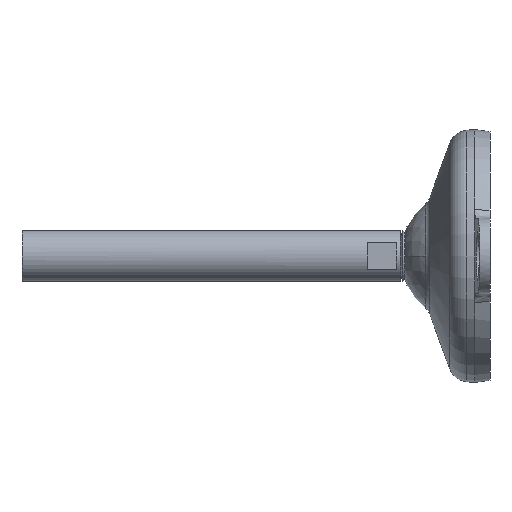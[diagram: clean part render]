
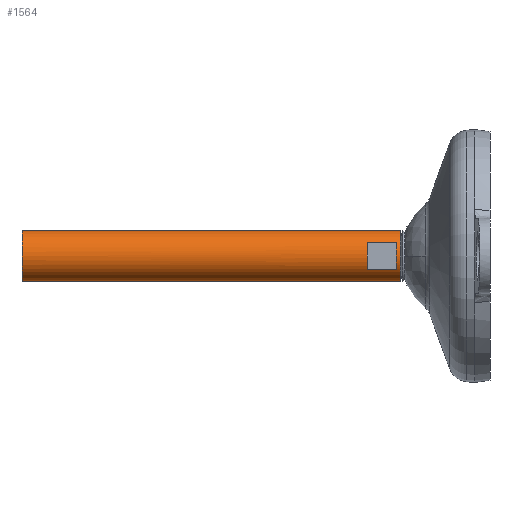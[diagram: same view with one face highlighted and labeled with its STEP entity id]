
A CAD part, left-side view. The second image highlights one B-rep face of the part: STEP entity #1564.
In plain terms, the highlighted cylindrical face has radius 10 mm (diameter 20 mm), a partial arc.
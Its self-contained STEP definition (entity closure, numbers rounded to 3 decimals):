
#41 = EDGE_CURVE ( 'NONE', #1707, #76, #1383, .T. ) ;
#76 = VERTEX_POINT ( 'NONE', #676 ) ;
#94 = DIRECTION ( 'NONE',  ( 0., -1., 0. ) ) ;
#109 = CARTESIAN_POINT ( 'NONE',  ( -8.5, 48.5, 5.268 ) ) ;
#128 = ORIENTED_EDGE ( 'NONE', *, *, #1299, .F. ) ;
#188 = FACE_OUTER_BOUND ( 'NONE', #725, .T. ) ;
#201 = ORIENTED_EDGE ( 'NONE', *, *, #1682, .T. ) ;
#212 = VERTEX_POINT ( 'NONE', #1110 ) ;
#234 = CARTESIAN_POINT ( 'NONE',  ( -8.5, 48.5, -5.268 ) ) ;
#254 = CARTESIAN_POINT ( 'NONE',  ( -8.5, 0., 5.268 ) ) ;
#306 = DIRECTION ( 'NONE',  ( 0., -1., 0. ) ) ;
#325 = CIRCLE ( 'NONE', #1706, 10. ) ;
#338 = VECTOR ( 'NONE', #805, 1000. ) ;
#381 = EDGE_LOOP ( 'NONE', ( #898, #916, #1147, #941 ) ) ;
#387 = DIRECTION ( 'NONE',  ( 0., 0., 1. ) ) ;
#408 = VECTOR ( 'NONE', #882, 1000. ) ;
#429 = CIRCLE ( 'NONE', #1425, 10. ) ;
#439 = CARTESIAN_POINT ( 'NONE',  ( 0., 185., 10. ) ) ;
#465 = VERTEX_POINT ( 'NONE', #771 ) ;
#479 = EDGE_CURVE ( 'NONE', #1281, #1707, #325, .T. ) ;
#480 = CARTESIAN_POINT ( 'NONE',  ( 0., 37., 0. ) ) ;
#524 = EDGE_CURVE ( 'NONE', #1052, #1573, #718, .T. ) ;
#564 = VERTEX_POINT ( 'NONE', #1020 ) ;
#577 = CARTESIAN_POINT ( 'NONE',  ( 0., 0., 0. ) ) ;
#601 = CYLINDRICAL_SURFACE ( 'NONE', #1446, 10. ) ;
#676 = CARTESIAN_POINT ( 'NONE',  ( -8.5, 37., 5.268 ) ) ;
#698 = CIRCLE ( 'NONE', #950, 10. ) ;
#704 = VECTOR ( 'NONE', #94, 1000. ) ;
#718 = LINE ( 'NONE', #1262, #408 ) ;
#725 = EDGE_LOOP ( 'NONE', ( #1698, #201, #969, #128 ) ) ;
#730 = DIRECTION ( 'NONE',  ( 0., -1., 0. ) ) ;
#756 = LINE ( 'NONE', #1305, #704 ) ;
#767 = CARTESIAN_POINT ( 'NONE',  ( 0., 35.5, 0. ) ) ;
#771 = CARTESIAN_POINT ( 'NONE',  ( -8.5, 37., -5.268 ) ) ;
#805 = DIRECTION ( 'NONE',  ( 0., 1., 0. ) ) ;
#808 = DIRECTION ( 'NONE',  ( 0., -1., 0. ) ) ;
#857 = CARTESIAN_POINT ( 'NONE',  ( 0., 35.5, 10. ) ) ;
#882 = DIRECTION ( 'NONE',  ( 0., -1., 0. ) ) ;
#898 = ORIENTED_EDGE ( 'NONE', *, *, #1324, .T. ) ;
#914 = DIRECTION ( 'NONE',  ( 0., 0., -1. ) ) ;
#916 = ORIENTED_EDGE ( 'NONE', *, *, #479, .T. ) ;
#941 = ORIENTED_EDGE ( 'NONE', *, *, #1131, .T. ) ;
#950 = AXIS2_PLACEMENT_3D ( 'NONE', #1580, #1572, #1164 ) ;
#969 = ORIENTED_EDGE ( 'NONE', *, *, #1183, .T. ) ;
#1020 = CARTESIAN_POINT ( 'NONE',  ( 0., 35.5, -10. ) ) ;
#1052 = VERTEX_POINT ( 'NONE', #439 ) ;
#1110 = CARTESIAN_POINT ( 'NONE',  ( 0., 185., -10. ) ) ;
#1116 = DIRECTION ( 'NONE',  ( 0., 0., -1. ) ) ;
#1119 = DIRECTION ( 'NONE',  ( 0., 0., -1. ) ) ;
#1131 = EDGE_CURVE ( 'NONE', #76, #465, #1694, .T. ) ;
#1147 = ORIENTED_EDGE ( 'NONE', *, *, #41, .T. ) ;
#1164 = DIRECTION ( 'NONE',  ( 0., 0., -1. ) ) ;
#1183 = EDGE_CURVE ( 'NONE', #212, #564, #756, .T. ) ;
#1262 = CARTESIAN_POINT ( 'NONE',  ( 0., 0., 10. ) ) ;
#1281 = VERTEX_POINT ( 'NONE', #234 ) ;
#1299 = EDGE_CURVE ( 'NONE', #1573, #564, #429, .T. ) ;
#1305 = CARTESIAN_POINT ( 'NONE',  ( 0., 0., -10. ) ) ;
#1324 = EDGE_CURVE ( 'NONE', #465, #1281, #1632, .T. ) ;
#1329 = DIRECTION ( 'NONE',  ( 0., 1., 0. ) ) ;
#1340 = CARTESIAN_POINT ( 'NONE',  ( -8.5, 0., -5.268 ) ) ;
#1383 = LINE ( 'NONE', #254, #1725 ) ;
#1425 = AXIS2_PLACEMENT_3D ( 'NONE', #767, #1601, #914 ) ;
#1446 = AXIS2_PLACEMENT_3D ( 'NONE', #577, #306, #1116 ) ;
#1475 = AXIS2_PLACEMENT_3D ( 'NONE', #480, #730, #1119 ) ;
#1525 = FACE_BOUND ( 'NONE', #381, .T. ) ;
#1564 = ADVANCED_FACE ( 'NONE', ( #188, #1525 ), #601, .T. ) ;
#1572 = DIRECTION ( 'NONE',  ( 0., -1., 0. ) ) ;
#1573 = VERTEX_POINT ( 'NONE', #857 ) ;
#1580 = CARTESIAN_POINT ( 'NONE',  ( 0., 185., 0. ) ) ;
#1595 = CARTESIAN_POINT ( 'NONE',  ( 0., 48.5, 0. ) ) ;
#1601 = DIRECTION ( 'NONE',  ( 0., -1., 0. ) ) ;
#1632 = LINE ( 'NONE', #1340, #338 ) ;
#1682 = EDGE_CURVE ( 'NONE', #1052, #212, #698, .T. ) ;
#1694 = CIRCLE ( 'NONE', #1475, 10. ) ;
#1698 = ORIENTED_EDGE ( 'NONE', *, *, #524, .F. ) ;
#1706 = AXIS2_PLACEMENT_3D ( 'NONE', #1595, #1329, #387 ) ;
#1707 = VERTEX_POINT ( 'NONE', #109 ) ;
#1725 = VECTOR ( 'NONE', #808, 1000. ) ;
